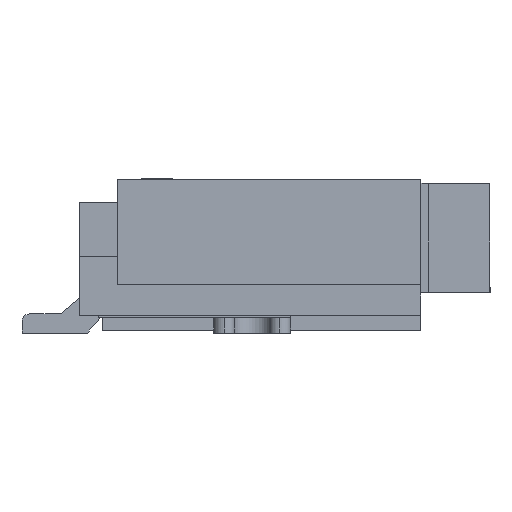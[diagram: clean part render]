
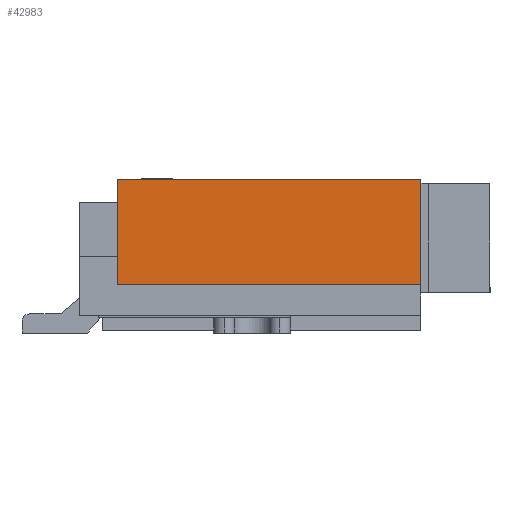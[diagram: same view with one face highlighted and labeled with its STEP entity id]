
A CAD part, left-side view. The second image highlights one B-rep face of the part: STEP entity #42983.
In plain terms, the highlighted planar face has unit normal (-1, 0, 0).
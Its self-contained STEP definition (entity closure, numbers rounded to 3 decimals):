
#3933 = CARTESIAN_POINT ( 'NONE',  ( -8.2, -2.675, 1.97 ) ) ;
#5167 = CARTESIAN_POINT ( 'NONE',  ( -8.2, -1.775, 1.97 ) ) ;
#5871 = LINE ( 'NONE', #38696, #11762 ) ;
#8389 = LINE ( 'NONE', #27752, #25743 ) ;
#10052 = VERTEX_POINT ( 'NONE', #43448 ) ;
#11762 = VECTOR ( 'NONE', #26519, 1000. ) ;
#13297 = VERTEX_POINT ( 'NONE', #5167 ) ;
#14328 = EDGE_CURVE ( 'NONE', #10052, #13297, #15009, .T. ) ;
#15009 = LINE ( 'NONE', #27210, #23798 ) ;
#15125 = EDGE_CURVE ( 'NONE', #40127, #13297, #5871, .T. ) ;
#16673 = LINE ( 'NONE', #32871, #40854 ) ;
#17499 = CARTESIAN_POINT ( 'NONE',  ( -8.2, -1.775, 0.6 ) ) ;
#19291 = DIRECTION ( 'NONE',  ( 1., 0., 0. ) ) ;
#23798 = VECTOR ( 'NONE', #47844, 1000. ) ;
#24071 = ORIENTED_EDGE ( 'NONE', *, *, #14328, .F. ) ;
#25743 = VECTOR ( 'NONE', #52070, 1000. ) ;
#25784 = ORIENTED_EDGE ( 'NONE', *, *, #52001, .F. ) ;
#26160 = VERTEX_POINT ( 'NONE', #46357 ) ;
#26519 = DIRECTION ( 'NONE',  ( 0., 0., 1. ) ) ;
#27210 = CARTESIAN_POINT ( 'NONE',  ( -8.2, -2.675, 1.97 ) ) ;
#27752 = CARTESIAN_POINT ( 'NONE',  ( -8.2, 2.675, 0.6 ) ) ;
#31233 = DIRECTION ( 'NONE',  ( 0., 0., -1. ) ) ;
#32871 = CARTESIAN_POINT ( 'NONE',  ( -8.2, 2.175, 1.97 ) ) ;
#35987 = FACE_OUTER_BOUND ( 'NONE', #36836, .T. ) ;
#36836 = EDGE_LOOP ( 'NONE', ( #45076, #25784, #47652, #24071 ) ) ;
#38696 = CARTESIAN_POINT ( 'NONE',  ( -8.2, -1.775, 0. ) ) ;
#40127 = VERTEX_POINT ( 'NONE', #17499 ) ;
#40221 = PLANE ( 'NONE',  #44104 ) ;
#40854 = VECTOR ( 'NONE', #41322, 1000. ) ;
#41322 = DIRECTION ( 'NONE',  ( 0., 0., -1. ) ) ;
#42983 = ADVANCED_FACE ( 'NONE', ( #35987 ), #40221, .F. ) ;
#43448 = CARTESIAN_POINT ( 'NONE',  ( -8.2, 2.175, 1.97 ) ) ;
#44104 = AXIS2_PLACEMENT_3D ( 'NONE', #3933, #19291, #31233 ) ;
#44415 = EDGE_CURVE ( 'NONE', #10052, #26160, #16673, .T. ) ;
#45076 = ORIENTED_EDGE ( 'NONE', *, *, #44415, .T. ) ;
#46357 = CARTESIAN_POINT ( 'NONE',  ( -8.2, 2.175, 0.6 ) ) ;
#47652 = ORIENTED_EDGE ( 'NONE', *, *, #15125, .T. ) ;
#47844 = DIRECTION ( 'NONE',  ( 0., -1., 0. ) ) ;
#52001 = EDGE_CURVE ( 'NONE', #40127, #26160, #8389, .T. ) ;
#52070 = DIRECTION ( 'NONE',  ( 0., 1., 0. ) ) ;
